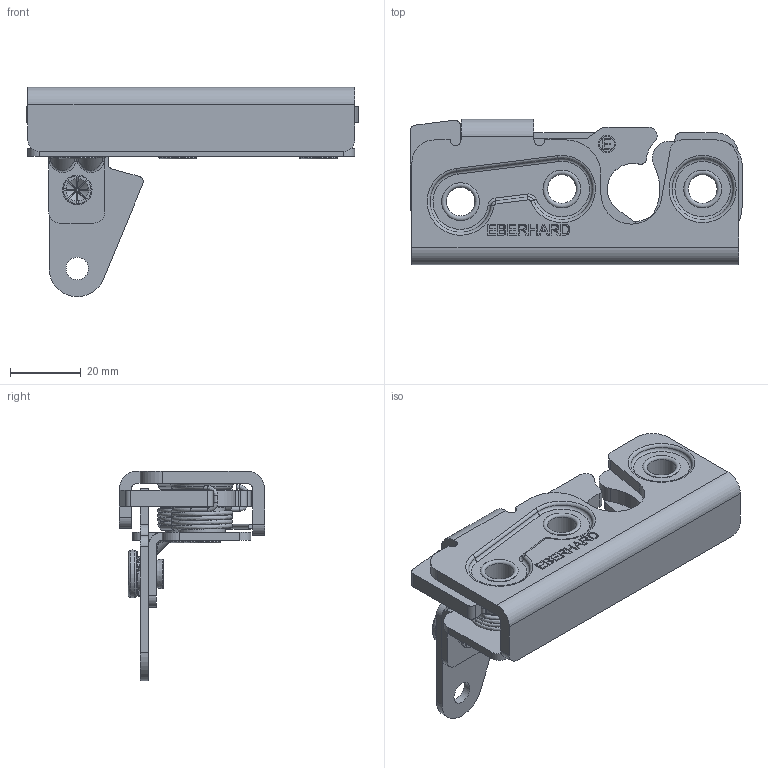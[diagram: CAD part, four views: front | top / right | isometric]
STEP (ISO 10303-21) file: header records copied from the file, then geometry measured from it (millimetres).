
FILE_DESCRIPTION((''),'2;1');
FILE_NAME('400-L.stp','2013-08-12T11:42:38',('fredp'),(''),'Autodesk Inventor 2013','Autodesk Inventor 2013','');
FILE_SCHEMA(('AUTOMOTIVE_DESIGN { 1 0 10303 214 1 1 1 1 }'));
Length unit declared in the file: inch
Products named in the file (1): 400-L
Bounding box: 93.68 x 41 x 59.1 mm (x, y, z)
Volume: 35182.2 mm3; surface area: 31869.6 mm2
Topology: 13 solids, 15 shells, 683 faces, 1746 edges, 1146 vertices
Faces by surface type: plane 270, bspline 199, cylinder 163, torus 38, cone 7, revolution 6
Full cylindrical faces by diameter (mm): 1.219 x7, 1.321 x4, 4.318 x2, 4.826 x2, 6.287 x1, 6.35 x1, 6.858 x1, 8.115 x3, 9.665 x1, 9.779 x1, 9.843 x6, 9.97 x1, 10.16 x6, 11.367 x3, 11.748 x3, 12.7 x1, 13.335 x3
Entity records: 25410 total; most frequent: CARTESIAN_POINT 9389, ORIENTED_EDGE 3316, DIRECTION 2595, EDGE_CURVE 1658, VERTEX_POINT 1139, AXIS2_PLACEMENT_3D 881, EDGE_LOOP 859, VECTOR 827
